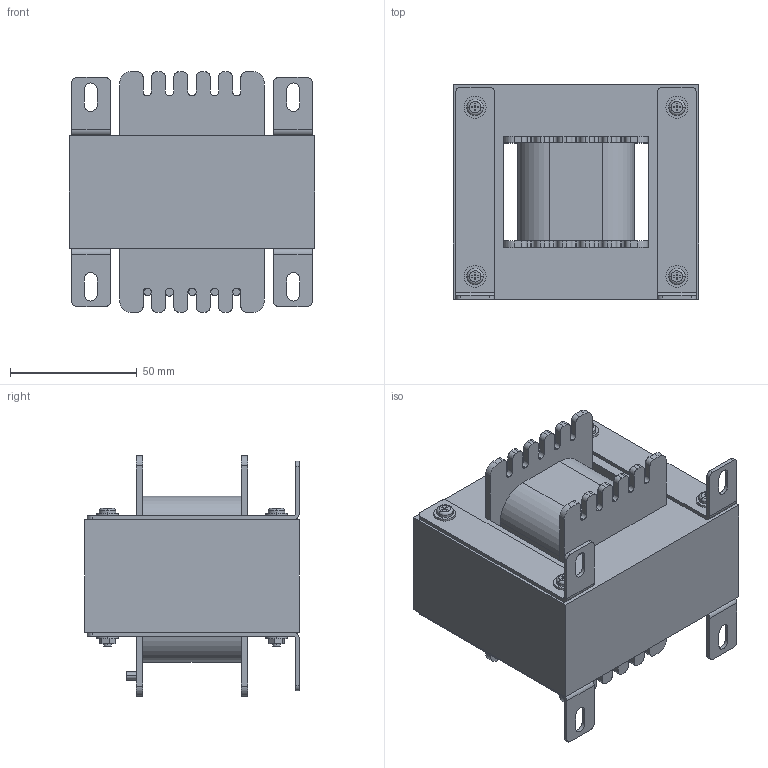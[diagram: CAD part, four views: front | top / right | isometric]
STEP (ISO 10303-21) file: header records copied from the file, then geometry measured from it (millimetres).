
FILE_DESCRIPTION (( 'STEP AP214' ), '1' );
FILE_NAME ('480.347.277-460VA REV A.STEP', '2012-08-29T21:17:30', ( '' ), ( '' ), 'SwSTEP 2.0', 'SolidWorks 2012', '' );
FILE_SCHEMA (( 'AUTOMOTIVE_DESIGN' ));
Length unit declared in the file: inch
Products named in the file (1): 480.347.277-460VA REV A
Bounding box: 97.03 x 84.84 x 95 mm (x, y, z)
Volume: 402783.8 mm3; surface area: 66117.6 mm2
Topology: 18 solids, 18 shells, 442 faces, 1154 edges, 764 vertices
Faces by surface type: plane 264, cylinder 170, torus 8
Entity records: 18589 total; most frequent: DIRECTION 2396, CARTESIAN_POINT 2361, ORIENTED_EDGE 2308, EDGE_CURVE 1154, AXIS2_PLACEMENT_3D 799, LINE 798, VECTOR 798, VERTEX_POINT 764
